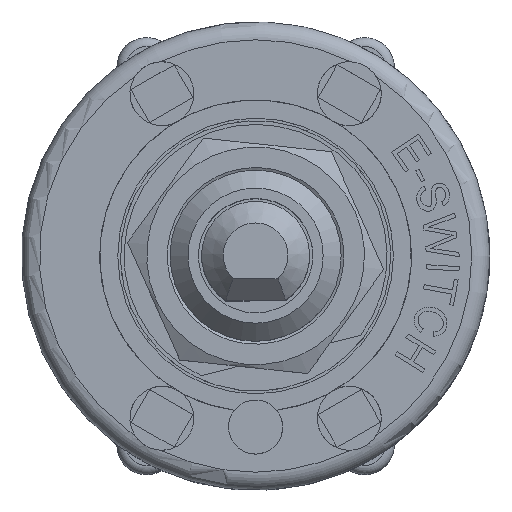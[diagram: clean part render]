
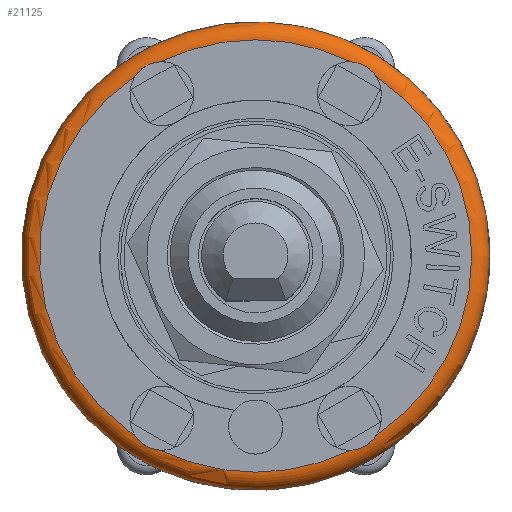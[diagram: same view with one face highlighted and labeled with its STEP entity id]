
A CAD part, top view. The second image highlights one B-rep face of the part: STEP entity #21125.
In plain terms, the highlighted toroidal (fillet/blend) face has major radius 12 mm and minor radius 1 mm.
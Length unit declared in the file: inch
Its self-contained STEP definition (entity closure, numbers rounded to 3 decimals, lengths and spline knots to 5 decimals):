
#20475=CARTESIAN_POINT('',(0.51181,0.0,0.37402));
#20476=VERTEX_POINT('',#20475);
#20477=CARTESIAN_POINT('',(0.0,0.0,0.37402));
#20478=DIRECTION('',(0.0,0.0,1.0));
#20479=DIRECTION('',(-1.0,0.0,0.0));
#20480=AXIS2_PLACEMENT_3D('',#20477,#20478,#20479);
#20481=CIRCLE('',#20480,0.51181);
#20482=EDGE_CURVE('',#20476,#20476,#20481,.T.);
#20725=CARTESIAN_POINT('',(-0.26379,0.39194,0.41339));
#20726=VERTEX_POINT('',#20725);
#20735=CARTESIAN_POINT('',(-0.20753,0.42442,0.41339));
#20736=VERTEX_POINT('',#20735);
#20744=CARTESIAN_POINT('',(-0.26379,0.39194,0.41339));
#20745=CARTESIAN_POINT('',(-0.26063,0.39693,0.41339));
#20746=CARTESIAN_POINT('',(-0.25684,0.40153,0.41318));
#20747=CARTESIAN_POINT('',(-0.25019,0.40776,0.41294));
#20748=CARTESIAN_POINT('',(-0.24774,0.40975,0.41287));
#20749=CARTESIAN_POINT('',(-0.24411,0.41233,0.41281));
#20750=CARTESIAN_POINT('',(-0.24303,0.41306,0.41279));
#20751=CARTESIAN_POINT('',(-0.24115,0.41424,0.41278));
#20752=CARTESIAN_POINT('',(-0.24035,0.41472,0.41278));
#20753=CARTESIAN_POINT('',(-0.23874,0.41565,0.41278));
#20754=CARTESIAN_POINT('',(-0.23791,0.4161,0.41278));
#20755=CARTESIAN_POINT('',(-0.23586,0.41717,0.4128));
#20756=CARTESIAN_POINT('',(-0.23462,0.41777,0.41281));
#20757=CARTESIAN_POINT('',(-0.23029,0.41972,0.41288));
#20758=CARTESIAN_POINT('',(-0.22713,0.42087,0.41296));
#20759=CARTESIAN_POINT('',(-0.2184,0.42336,0.41321));
#20760=CARTESIAN_POINT('',(-0.2129,0.4242,0.41339));
#20761=CARTESIAN_POINT('',(-0.20753,0.42442,0.41339));
#20762=B_SPLINE_CURVE_WITH_KNOTS('',3,(#20744,#20745,#20746,#20747,#20748,#20749,#20750,#20751,#20752,#20753,#20754,#20755,#20756,#20757,#20758,#20759,#20760,#20761),.UNSPECIFIED.,.F.,.U.,(4,2,2,2,2,2,2,2,4),(-0.30321,-0.28459,-0.27477,-0.27072,-0.26786,-0.26495,-0.2607,-0.25033,-0.23279),.UNSPECIFIED.);
#20763=EDGE_CURVE('',#20726,#20736,#20762,.T.);
#20799=CARTESIAN_POINT('',(-0.26379,-0.39194,0.41339));
#20800=VERTEX_POINT('',#20799);
#20810=CARTESIAN_POINT('',(-0.20753,-0.42442,0.41339));
#20811=VERTEX_POINT('',#20810);
#20812=CARTESIAN_POINT('',(-0.20753,-0.42442,0.41339));
#20813=CARTESIAN_POINT('',(-0.21344,-0.42418,0.41339));
#20814=CARTESIAN_POINT('',(-0.21932,-0.42319,0.41318));
#20815=CARTESIAN_POINT('',(-0.22803,-0.42055,0.41294));
#20816=CARTESIAN_POINT('',(-0.23098,-0.41943,0.41287));
#20817=CARTESIAN_POINT('',(-0.23503,-0.41757,0.41281));
#20818=CARTESIAN_POINT('',(-0.2362,-0.417,0.41279));
#20819=CARTESIAN_POINT('',(-0.23817,-0.41596,0.41278));
#20820=CARTESIAN_POINT('',(-0.23898,-0.41551,0.41278));
#20821=CARTESIAN_POINT('',(-0.24059,-0.41458,0.41278));
#20822=CARTESIAN_POINT('',(-0.2414,-0.41409,0.41278));
#20823=CARTESIAN_POINT('',(-0.24335,-0.41285,0.4128));
#20824=CARTESIAN_POINT('',(-0.24449,-0.41207,0.41281));
#20825=CARTESIAN_POINT('',(-0.24834,-0.4093,0.41288));
#20826=CARTESIAN_POINT('',(-0.25092,-0.40713,0.41296));
#20827=CARTESIAN_POINT('',(-0.25744,-0.40082,0.41321));
#20828=CARTESIAN_POINT('',(-0.26092,-0.39648,0.41339));
#20829=CARTESIAN_POINT('',(-0.26379,-0.39194,0.41339));
#20830=B_SPLINE_CURVE_WITH_KNOTS('',3,(#20812,#20813,#20814,#20815,#20816,#20817,#20818,#20819,#20820,#20821,#20822,#20823,#20824,#20825,#20826,#20827,#20828,#20829),.UNSPECIFIED.,.F.,.U.,(4,2,2,2,2,2,2,2,4),(-0.30321,-0.28459,-0.27477,-0.27072,-0.26786,-0.26495,-0.2607,-0.25033,-0.23279),.UNSPECIFIED.);
#20831=EDGE_CURVE('',#20811,#20800,#20830,.T.);
#20899=CARTESIAN_POINT('',(0.20753,-0.42442,0.41339));
#20900=VERTEX_POINT('',#20899);
#20910=CARTESIAN_POINT('',(0.26379,-0.39194,0.41339));
#20911=VERTEX_POINT('',#20910);
#20912=CARTESIAN_POINT('',(0.26379,-0.39194,0.41339));
#20913=CARTESIAN_POINT('',(0.26063,-0.39693,0.41339));
#20914=CARTESIAN_POINT('',(0.25684,-0.40153,0.41318));
#20915=CARTESIAN_POINT('',(0.25019,-0.40776,0.41294));
#20916=CARTESIAN_POINT('',(0.24774,-0.40975,0.41287));
#20917=CARTESIAN_POINT('',(0.24411,-0.41233,0.41281));
#20918=CARTESIAN_POINT('',(0.24303,-0.41306,0.41279));
#20919=CARTESIAN_POINT('',(0.24115,-0.41424,0.41278));
#20920=CARTESIAN_POINT('',(0.24035,-0.41472,0.41278));
#20921=CARTESIAN_POINT('',(0.23874,-0.41565,0.41278));
#20922=CARTESIAN_POINT('',(0.23791,-0.4161,0.41278));
#20923=CARTESIAN_POINT('',(0.23586,-0.41717,0.4128));
#20924=CARTESIAN_POINT('',(0.23462,-0.41777,0.41281));
#20925=CARTESIAN_POINT('',(0.23029,-0.41972,0.41288));
#20926=CARTESIAN_POINT('',(0.22713,-0.42087,0.41296));
#20927=CARTESIAN_POINT('',(0.2184,-0.42336,0.41321));
#20928=CARTESIAN_POINT('',(0.2129,-0.4242,0.41339));
#20929=CARTESIAN_POINT('',(0.20753,-0.42442,0.41339));
#20930=B_SPLINE_CURVE_WITH_KNOTS('',3,(#20912,#20913,#20914,#20915,#20916,#20917,#20918,#20919,#20920,#20921,#20922,#20923,#20924,#20925,#20926,#20927,#20928,#20929),.UNSPECIFIED.,.F.,.U.,(4,2,2,2,2,2,2,2,4),(-0.30321,-0.28459,-0.27477,-0.27072,-0.26786,-0.26495,-0.2607,-0.25033,-0.23279),.UNSPECIFIED.);
#20931=EDGE_CURVE('',#20911,#20900,#20930,.T.);
#21025=CARTESIAN_POINT('',(0.20753,0.42442,0.41339));
#21026=VERTEX_POINT('',#21025);
#21035=CARTESIAN_POINT('',(0.26379,0.39194,0.41339));
#21036=VERTEX_POINT('',#21035);
#21044=CARTESIAN_POINT('',(0.20753,0.42442,0.41339));
#21045=CARTESIAN_POINT('',(0.21344,0.42418,0.41339));
#21046=CARTESIAN_POINT('',(0.21932,0.42319,0.41318));
#21047=CARTESIAN_POINT('',(0.22803,0.42055,0.41294));
#21048=CARTESIAN_POINT('',(0.23098,0.41943,0.41287));
#21049=CARTESIAN_POINT('',(0.23503,0.41757,0.41281));
#21050=CARTESIAN_POINT('',(0.2362,0.417,0.41279));
#21051=CARTESIAN_POINT('',(0.23817,0.41596,0.41278));
#21052=CARTESIAN_POINT('',(0.23898,0.41551,0.41278));
#21053=CARTESIAN_POINT('',(0.24059,0.41458,0.41278));
#21054=CARTESIAN_POINT('',(0.2414,0.41409,0.41278));
#21055=CARTESIAN_POINT('',(0.24335,0.41285,0.4128));
#21056=CARTESIAN_POINT('',(0.24449,0.41207,0.41281));
#21057=CARTESIAN_POINT('',(0.24834,0.4093,0.41288));
#21058=CARTESIAN_POINT('',(0.25092,0.40713,0.41296));
#21059=CARTESIAN_POINT('',(0.25744,0.40082,0.41321));
#21060=CARTESIAN_POINT('',(0.26092,0.39648,0.41339));
#21061=CARTESIAN_POINT('',(0.26379,0.39194,0.41339));
#21062=B_SPLINE_CURVE_WITH_KNOTS('',3,(#21044,#21045,#21046,#21047,#21048,#21049,#21050,#21051,#21052,#21053,#21054,#21055,#21056,#21057,#21058,#21059,#21060,#21061),.UNSPECIFIED.,.F.,.U.,(4,2,2,2,2,2,2,2,4),(-0.30321,-0.28459,-0.27477,-0.27072,-0.26786,-0.26495,-0.2607,-0.25033,-0.23279),.UNSPECIFIED.);
#21063=EDGE_CURVE('',#21026,#21036,#21062,.T.);
#21083=CARTESIAN_POINT('',(0.0,0.0,0.37402));
#21084=DIRECTION('',(0.0,0.0,-1.0));
#21085=DIRECTION('',(-1.0,0.0,0.0));
#21086=AXIS2_PLACEMENT_3D('',#21083,#21084,#21085);
#21087=TOROIDAL_SURFACE('',#21086,0.47244,0.03937);
#21088=ORIENTED_EDGE('',*,*,#20482,.T.);
#21089=EDGE_LOOP('',(#21088));
#21090=FACE_OUTER_BOUND('',#21089,.T.);
#21091=CARTESIAN_POINT('',(0.0,0.0,0.41339));
#21092=DIRECTION('',(0.0,0.0,-1.0));
#21093=DIRECTION('',(-1.0,0.0,0.0));
#21094=AXIS2_PLACEMENT_3D('',#21091,#21092,#21093);
#21095=CIRCLE('',#21094,0.47244);
#21096=EDGE_CURVE('',#20800,#20726,#21095,.T.);
#21097=ORIENTED_EDGE('',*,*,#21096,.T.);
#21098=ORIENTED_EDGE('',*,*,#20763,.T.);
#21099=CARTESIAN_POINT('',(0.0,0.0,0.41339));
#21100=DIRECTION('',(0.0,0.0,-1.0));
#21101=DIRECTION('',(-1.0,0.0,0.0));
#21102=AXIS2_PLACEMENT_3D('',#21099,#21100,#21101);
#21103=CIRCLE('',#21102,0.47244);
#21104=EDGE_CURVE('',#20736,#21026,#21103,.T.);
#21105=ORIENTED_EDGE('',*,*,#21104,.T.);
#21106=ORIENTED_EDGE('',*,*,#21063,.T.);
#21107=CARTESIAN_POINT('',(0.0,0.0,0.41339));
#21108=DIRECTION('',(0.0,0.0,-1.0));
#21109=DIRECTION('',(-1.0,0.0,0.0));
#21110=AXIS2_PLACEMENT_3D('',#21107,#21108,#21109);
#21111=CIRCLE('',#21110,0.47244);
#21112=EDGE_CURVE('',#21036,#20911,#21111,.T.);
#21113=ORIENTED_EDGE('',*,*,#21112,.T.);
#21114=ORIENTED_EDGE('',*,*,#20931,.T.);
#21115=CARTESIAN_POINT('',(0.0,0.0,0.41339));
#21116=DIRECTION('',(0.0,0.0,-1.0));
#21117=DIRECTION('',(-1.0,0.0,0.0));
#21118=AXIS2_PLACEMENT_3D('',#21115,#21116,#21117);
#21119=CIRCLE('',#21118,0.47244);
#21120=EDGE_CURVE('',#20900,#20811,#21119,.T.);
#21121=ORIENTED_EDGE('',*,*,#21120,.T.);
#21122=ORIENTED_EDGE('',*,*,#20831,.T.);
#21123=EDGE_LOOP('',(#21097,#21098,#21105,#21106,#21113,#21114,#21121,#21122));
#21124=FACE_BOUND('',#21123,.T.);
#21125=ADVANCED_FACE('',(#21090,#21124),#21087,.T.);
